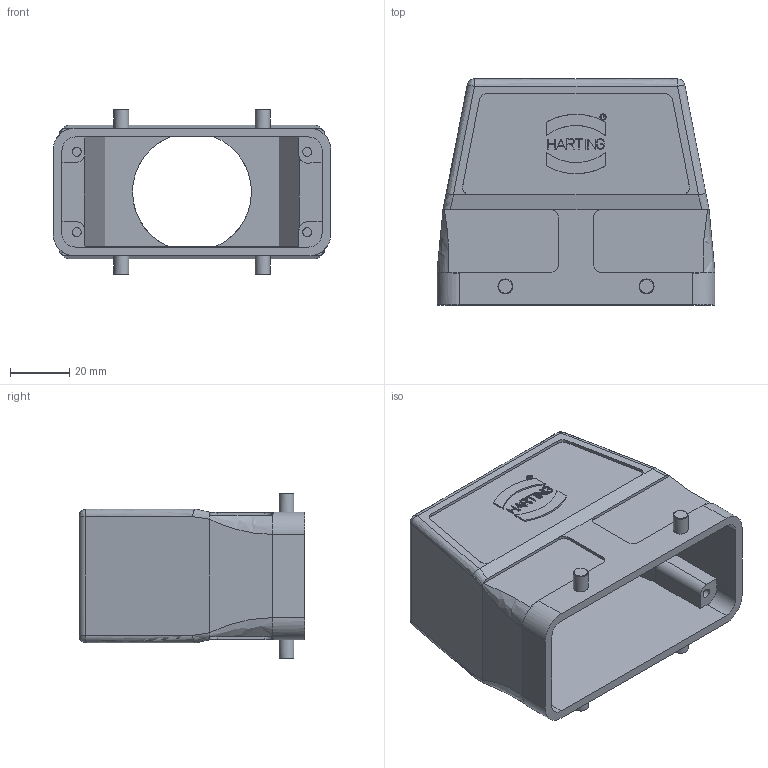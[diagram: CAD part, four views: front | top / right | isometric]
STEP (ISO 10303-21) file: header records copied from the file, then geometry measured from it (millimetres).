
FILE_DESCRIPTION(( 'HARTING HARTING HARTING HARTING HARTING HARTING HARTING HARTING HARTING', 'This Document is valid for Parts No. 19 37 016 0428'),'2;1');
FILE_NAME('MD_19370160428_R413071.stp', '2007-07-27T16:29:25',('ITIS-3'),('HARTING KGaA, D-32339 Espelkamp'), 'I-DEAS Master Series 10','HP-UNIX','Yes');
FILE_SCHEMA(('AUTOMOTIVE_DESIGN { 1 0 10303 214 1 1 1 1 }'));
Length unit declared in the file: millimetre
Products named in the file (1): Han 16M-gg-M40
Bounding box: 93.5 x 76 x 55.6 mm (x, y, z)
Volume: 79460.7 mm3; surface area: 41518.7 mm2
Topology: 1 solids, 1 shells, 251 faces, 647 edges, 416 vertices
Faces by surface type: bspline 251
Entity records: 8035 total; most frequent: CARTESIAN_POINT 3761, ORIENTED_EDGE 1286, EDGE_CURVE 643, VERTEX_POINT 416, OVER_RIDING_STYLED_ITEM 383, EDGE_LOOP 275, QUASI_UNIFORM_CURVE 269, FACE_OUTER_BOUND 251
